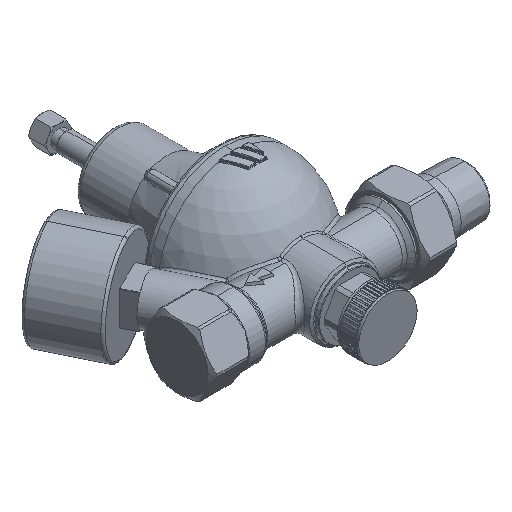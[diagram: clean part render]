
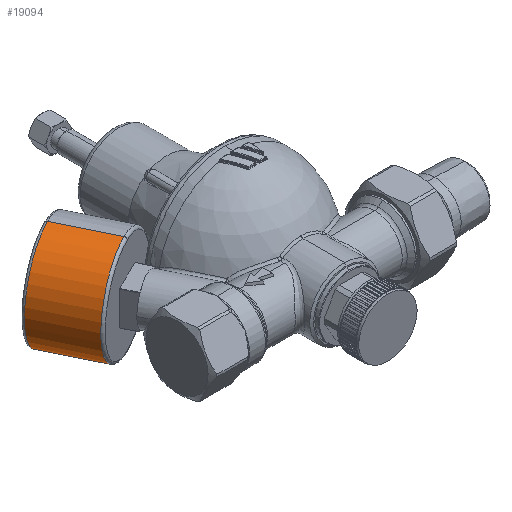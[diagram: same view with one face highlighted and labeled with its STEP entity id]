
A CAD part, isometric view. The second image highlights one B-rep face of the part: STEP entity #19094.
In plain terms, the highlighted cylindrical face has radius 20.25 mm (diameter 40.5 mm), a partial arc.
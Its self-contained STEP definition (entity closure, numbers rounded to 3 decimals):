
#698 = EDGE_CURVE ( 'Defeature completata1_411+Defeature completata1_372+Defeature completata1_372+Defeature completata1_372', #11363, #18270, #15222, .T. ) ;
#1388 = CARTESIAN_POINT ( 'NONE',  ( -52.107, 53.874, 0. ) ) ;
#1628 = VERTEX_POINT ( 'NONE', #16640 ) ;
#2303 = DIRECTION ( 'NONE',  ( -0.438, 0.899, 0. ) ) ;
#2913 = LINE ( 'NONE', #20413, #17816 ) ;
#2925 = CYLINDRICAL_SURFACE ( 'NONE', #14437, 20.25 ) ;
#2965 = AXIS2_PLACEMENT_3D ( 'NONE', #13578, #23134, #21345 ) ;
#4564 = VERTEX_POINT ( 'NONE', #11745 ) ;
#4665 = ORIENTED_EDGE ( 'NONE', *, *, #8261, .T. ) ;
#4710 = DIRECTION ( 'NONE',  ( -0.438, 0.899, 0. ) ) ;
#5374 = DIRECTION ( 'NONE',  ( -0.438, 0.899, 0. ) ) ;
#7174 = LINE ( 'NONE', #12679, #9467 ) ;
#7944 = CARTESIAN_POINT ( 'NONE',  ( -41.586, 32.303, 0. ) ) ;
#8261 = EDGE_CURVE ( 'NONE', #1628, #11363, #2913, .T. ) ;
#9144 = AXIS2_PLACEMENT_3D ( 'NONE', #7944, #2303, #15723 ) ;
#9215 = DIRECTION ( 'NONE',  ( 0., 0., 1. ) ) ;
#9467 = VECTOR ( 'NONE', #5374, 1000. ) ;
#11363 = VERTEX_POINT ( 'NONE', #16963 ) ;
#11745 = CARTESIAN_POINT ( 'NONE',  ( -41.586, 32.303, -20.25 ) ) ;
#12679 = CARTESIAN_POINT ( 'NONE',  ( -52.107, 53.874, -20.25 ) ) ;
#13275 = ORIENTED_EDGE ( 'NONE', *, *, #15515, .T. ) ;
#13578 = CARTESIAN_POINT ( 'NONE',  ( -51.669, 52.975, 0. ) ) ;
#14437 = AXIS2_PLACEMENT_3D ( 'NONE', #1388, #14692, #9215 ) ;
#14688 = CARTESIAN_POINT ( 'NONE',  ( -51.669, 52.975, -20.25 ) ) ;
#14692 = DIRECTION ( 'NONE',  ( -0.438, 0.899, 0. ) ) ;
#15222 = CIRCLE ( 'NONE', #2965, 20.25 ) ;
#15515 = EDGE_CURVE ( 'Defeature completata1_411+Defeature completata1_425+Defeature completata1_425+Defeature completata1_425', #4564, #1628, #18901, .T. ) ;
#15723 = DIRECTION ( 'NONE',  ( 0., 0., 1. ) ) ;
#16640 = CARTESIAN_POINT ( 'NONE',  ( -41.586, 32.303, 20.25 ) ) ;
#16963 = CARTESIAN_POINT ( 'NONE',  ( -51.669, 52.975, 20.25 ) ) ;
#17816 = VECTOR ( 'NONE', #4710, 1000. ) ;
#18270 = VERTEX_POINT ( 'NONE', #14688 ) ;
#18878 = FACE_OUTER_BOUND ( 'NONE', #19454, .T. ) ;
#18901 = CIRCLE ( 'NONE', #9144, 20.25 ) ;
#19094 = ADVANCED_FACE ( 'Defeature completata1_411', ( #18878 ), #2925, .T. ) ;
#19454 = EDGE_LOOP ( 'NONE', ( #22242, #13275, #4665, #23922 ) ) ;
#20413 = CARTESIAN_POINT ( 'NONE',  ( -52.107, 53.874, 20.25 ) ) ;
#21345 = DIRECTION ( 'NONE',  ( 0., 0., -1. ) ) ;
#22242 = ORIENTED_EDGE ( 'NONE', *, *, #24168, .F. ) ;
#23134 = DIRECTION ( 'NONE',  ( 0.438, -0.899, 0. ) ) ;
#23922 = ORIENTED_EDGE ( 'NONE', *, *, #698, .T. ) ;
#24168 = EDGE_CURVE ( 'NONE', #4564, #18270, #7174, .T. ) ;
